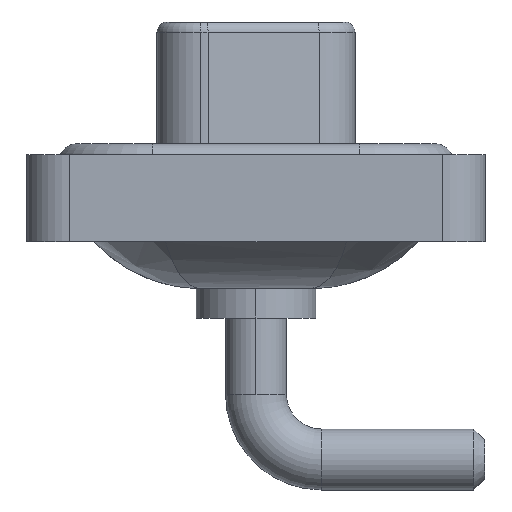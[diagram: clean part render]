
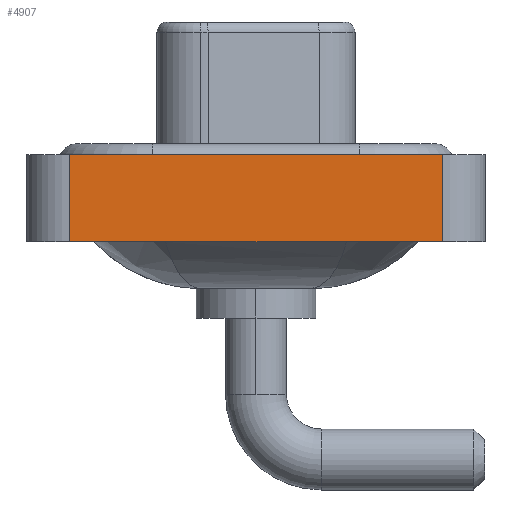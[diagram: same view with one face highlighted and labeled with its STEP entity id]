
A CAD part, left-side view. The second image highlights one B-rep face of the part: STEP entity #4907.
In plain terms, the highlighted planar face has unit normal (-1, 0, 0).
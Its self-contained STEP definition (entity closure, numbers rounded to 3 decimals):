
#34 = EDGE_CURVE ( 'NONE', #11360, #10547, #2447, .T. ) ;
#116 = PLANE ( 'NONE',  #14908 ) ;
#342 = CARTESIAN_POINT ( 'NONE',  ( -7.25, -8.55, -3.6 ) ) ;
#856 = VECTOR ( 'NONE', #14955, 1000. ) ;
#1275 = CARTESIAN_POINT ( 'NONE',  ( -7.25, 8.55, -3.6 ) ) ;
#1381 = FACE_OUTER_BOUND ( 'NONE', #8946, .T. ) ;
#1697 = DIRECTION ( 'NONE',  ( 0., -1., 0. ) ) ;
#1957 = ORIENTED_EDGE ( 'NONE', *, *, #34, .F. ) ;
#2070 = VECTOR ( 'NONE', #6630, 1000. ) ;
#2447 = LINE ( 'NONE', #17945, #856 ) ;
#2785 = ORIENTED_EDGE ( 'NONE', *, *, #7099, .T. ) ;
#3818 = EDGE_CURVE ( 'NONE', #16621, #15154, #12945, .T. ) ;
#4165 = LINE ( 'NONE', #17935, #8627 ) ;
#4907 = ADVANCED_FACE ( 'NONE', ( #1381 ), #116, .T. ) ;
#6030 = ORIENTED_EDGE ( 'NONE', *, *, #3818, .T. ) ;
#6630 = DIRECTION ( 'NONE',  ( 0., 0., 1. ) ) ;
#6994 = CARTESIAN_POINT ( 'NONE',  ( -7.25, -8.55, -3.6 ) ) ;
#7099 = EDGE_CURVE ( 'NONE', #15154, #10547, #4165, .T. ) ;
#8456 = DIRECTION ( 'NONE',  ( -1., 0., 0. ) ) ;
#8627 = VECTOR ( 'NONE', #15201, 1000. ) ;
#8946 = EDGE_LOOP ( 'NONE', ( #2785, #1957, #12670, #6030 ) ) ;
#10547 = VERTEX_POINT ( 'NONE', #13660 ) ;
#11178 = CARTESIAN_POINT ( 'NONE',  ( -7.25, -8.55, -3.6 ) ) ;
#11360 = VERTEX_POINT ( 'NONE', #12586 ) ;
#11694 = CARTESIAN_POINT ( 'NONE',  ( -7.25, 8.55, -3.6 ) ) ;
#12423 = LINE ( 'NONE', #1275, #2070 ) ;
#12586 = CARTESIAN_POINT ( 'NONE',  ( -7.25, 8.55, 0.4 ) ) ;
#12670 = ORIENTED_EDGE ( 'NONE', *, *, #15167, .F. ) ;
#12722 = DIRECTION ( 'NONE',  ( 0., 0., 1. ) ) ;
#12945 = LINE ( 'NONE', #342, #13901 ) ;
#13660 = CARTESIAN_POINT ( 'NONE',  ( -7.25, -8.55, 0.4 ) ) ;
#13901 = VECTOR ( 'NONE', #1697, 1000. ) ;
#14908 = AXIS2_PLACEMENT_3D ( 'NONE', #11178, #8456, #12722 ) ;
#14955 = DIRECTION ( 'NONE',  ( 0., -1., 0. ) ) ;
#15154 = VERTEX_POINT ( 'NONE', #6994 ) ;
#15167 = EDGE_CURVE ( 'NONE', #16621, #11360, #12423, .T. ) ;
#15201 = DIRECTION ( 'NONE',  ( 0., 0., 1. ) ) ;
#16621 = VERTEX_POINT ( 'NONE', #11694 ) ;
#17935 = CARTESIAN_POINT ( 'NONE',  ( -7.25, -8.55, -3.6 ) ) ;
#17945 = CARTESIAN_POINT ( 'NONE',  ( -7.25, -8.55, 0.4 ) ) ;
